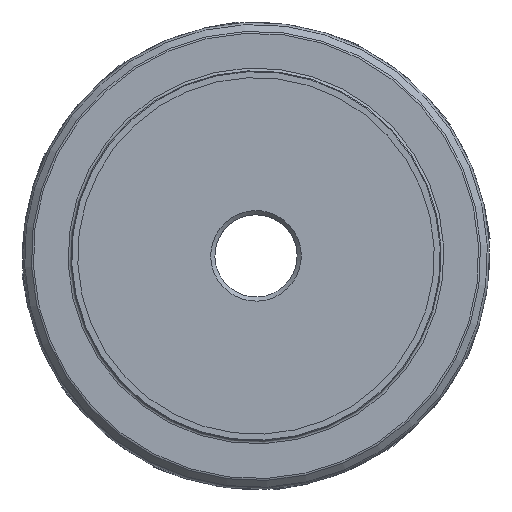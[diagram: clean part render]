
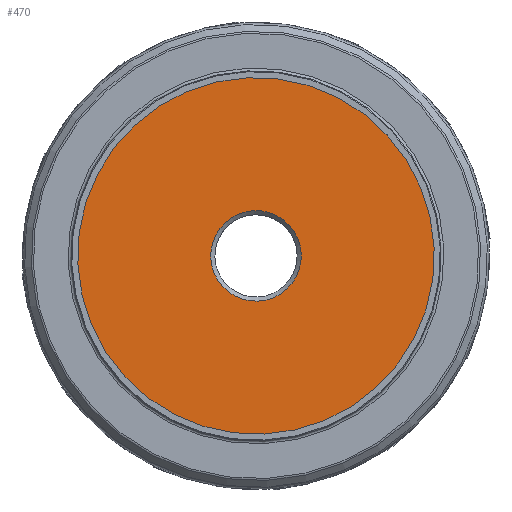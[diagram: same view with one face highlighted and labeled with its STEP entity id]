
A CAD part, top view. The second image highlights one B-rep face of the part: STEP entity #470.
In plain terms, the highlighted planar face has unit normal (0, 0, 1).
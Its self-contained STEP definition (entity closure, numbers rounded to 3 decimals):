
#230=FACE_BOUND('',#1413,.T.);
#231=FACE_BOUND('',#1414,.T.);
#327=CIRCLE('',#7130,33.008);
#328=CIRCLE('',#7132,130.);
#470=ADVANCED_FACE('',(#230,#231),#736,.T.);
#736=PLANE('',#7134);
#1413=EDGE_LOOP('',(#3733));
#1414=EDGE_LOOP('',(#3734));
#3733=ORIENTED_EDGE('',*,*,#6104,.F.);
#3734=ORIENTED_EDGE('',*,*,#6105,.T.);
#5317=VERTEX_POINT('',#11271);
#5318=VERTEX_POINT('',#11274);
#6104=EDGE_CURVE('',#5317,#5317,#327,.T.);
#6105=EDGE_CURVE('',#5318,#5318,#328,.T.);
#7130=AXIS2_PLACEMENT_3D('',#11270,#8201,#8202);
#7132=AXIS2_PLACEMENT_3D('',#11273,#8205,#8206);
#7134=AXIS2_PLACEMENT_3D('',#11276,#8209,#8210);
#8201=DIRECTION('',(0.,0.,1.));
#8202=DIRECTION('',(0.976,0.22,0.));
#8205=DIRECTION('',(0.,0.,1.));
#8206=DIRECTION('',(0.976,0.22,0.));
#8209=DIRECTION('',(0.,0.,1.));
#8210=DIRECTION('',(-0.976,-0.22,0.));
#11270=CARTESIAN_POINT('',(0.,0.,0.));
#11271=CARTESIAN_POINT('',(32.2,7.257,0.));
#11273=CARTESIAN_POINT('',(0.,0.,
0.));
#11274=CARTESIAN_POINT('',(126.819,28.58,0.));
#11276=CARTESIAN_POINT('',(-135.,0.,0.));
